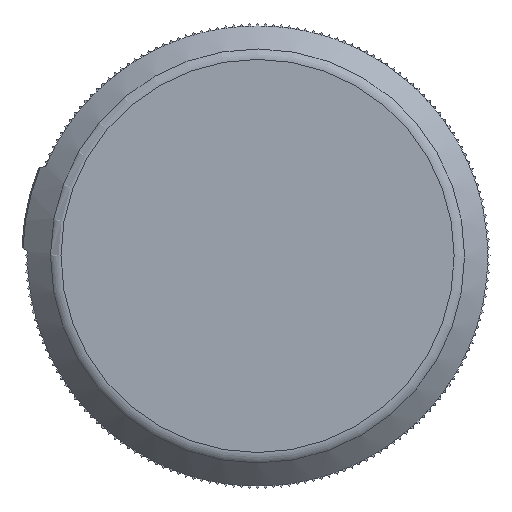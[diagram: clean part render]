
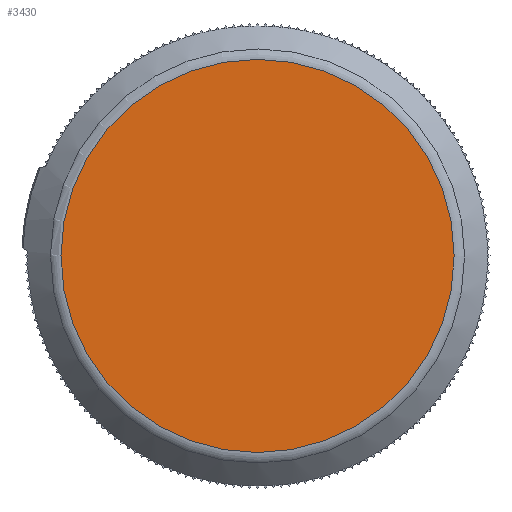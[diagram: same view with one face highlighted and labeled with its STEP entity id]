
A CAD part, top view. The second image highlights one B-rep face of the part: STEP entity #3430.
In plain terms, the highlighted planar face has unit normal (0, 0, 1).
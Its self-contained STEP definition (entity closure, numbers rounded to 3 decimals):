
#921=CIRCLE('',#14476,26.672);
#1510=PLANE('',#14477);
#3430=ADVANCED_FACE('',(#4227),#1510,.F.);
#4227=FACE_OUTER_BOUND('',#5035,.T.);
#5035=EDGE_LOOP('',(#8902));
#8902=ORIENTED_EDGE('',*,*,#12287,.T.);
#10324=VERTEX_POINT('',#25377);
#12287=EDGE_CURVE('',#10324,#10324,#921,.T.);
#14476=AXIS2_PLACEMENT_3D('',#25376,#17791,#17792);
#14477=AXIS2_PLACEMENT_3D('',#25378,#17793,#17794);
#17791=DIRECTION('',(0.,0.,1.));
#17792=DIRECTION('',(-1.,0.,0.));
#17793=DIRECTION('',(0.,0.,-1.));
#17794=DIRECTION('',(-1.,0.,0.));
#25376=CARTESIAN_POINT('',(0.,0.,15.2));
#25377=CARTESIAN_POINT('',(-26.672,0.,15.2));
#25378=CARTESIAN_POINT('',(0.,27.5,15.2));
